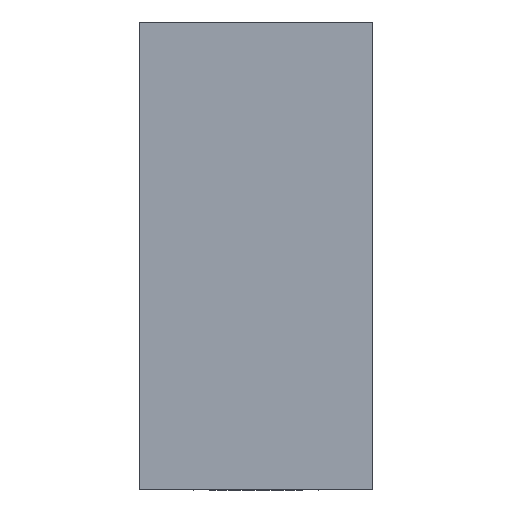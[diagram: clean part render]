
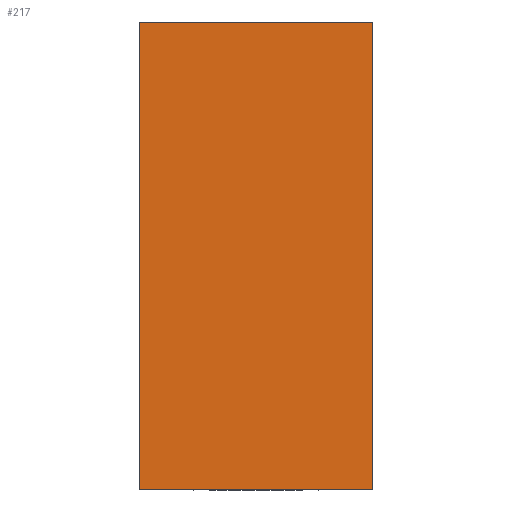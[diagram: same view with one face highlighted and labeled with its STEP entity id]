
A CAD part, left-side view. The second image highlights one B-rep face of the part: STEP entity #217.
In plain terms, the highlighted planar face has unit normal (-1, 0, 0).
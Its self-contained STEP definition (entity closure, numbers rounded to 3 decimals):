
#6 = CARTESIAN_POINT ( 'NONE',  ( -16., 7.5, 0. ) ) ;
#25 = EDGE_CURVE ( 'NONE', #93, #238, #155, .T. ) ;
#26 = VECTOR ( 'NONE', #48, 1000. ) ;
#42 = VERTEX_POINT ( 'NONE', #80 ) ;
#43 = CARTESIAN_POINT ( 'NONE',  ( -16., 0., 0. ) ) ;
#48 = DIRECTION ( 'NONE',  ( 0., -1., 0. ) ) ;
#69 = VECTOR ( 'NONE', #298, 1000. ) ;
#70 = EDGE_CURVE ( 'NONE', #42, #93, #128, .T. ) ;
#75 = DIRECTION ( 'NONE',  ( 0., -1., 0. ) ) ;
#80 = CARTESIAN_POINT ( 'NONE',  ( -16., 7.5, -15. ) ) ;
#84 = DIRECTION ( 'NONE',  ( 0., 0., 1. ) ) ;
#88 = AXIS2_PLACEMENT_3D ( 'NONE', #300, #278, #213 ) ;
#93 = VERTEX_POINT ( 'NONE', #327 ) ;
#97 = LINE ( 'NONE', #302, #26 ) ;
#116 = CARTESIAN_POINT ( 'NONE',  ( -16., 0., 0. ) ) ;
#128 = LINE ( 'NONE', #6, #69 ) ;
#130 = CARTESIAN_POINT ( 'NONE',  ( -16., 7.5, 0. ) ) ;
#149 = CARTESIAN_POINT ( 'NONE',  ( -16., 0., -15. ) ) ;
#155 = LINE ( 'NONE', #130, #387 ) ;
#172 = ORIENTED_EDGE ( 'NONE', *, *, #205, .T. ) ;
#201 = LINE ( 'NONE', #43, #288 ) ;
#205 = EDGE_CURVE ( 'NONE', #398, #238, #201, .T. ) ;
#213 = DIRECTION ( 'NONE',  ( 0., 0., -1. ) ) ;
#217 = ADVANCED_FACE ( 'NONE', ( #275 ), #399, .F. ) ;
#223 = EDGE_CURVE ( 'NONE', #42, #398, #97, .T. ) ;
#238 = VERTEX_POINT ( 'NONE', #116 ) ;
#256 = ORIENTED_EDGE ( 'NONE', *, *, #70, .F. ) ;
#275 = FACE_OUTER_BOUND ( 'NONE', #325, .T. ) ;
#278 = DIRECTION ( 'NONE',  ( 1., 0., 0. ) ) ;
#288 = VECTOR ( 'NONE', #84, 1000. ) ;
#298 = DIRECTION ( 'NONE',  ( 0., 0., 1. ) ) ;
#300 = CARTESIAN_POINT ( 'NONE',  ( -16., 7.5, 0. ) ) ;
#302 = CARTESIAN_POINT ( 'NONE',  ( -16., 7.5, -15. ) ) ;
#325 = EDGE_LOOP ( 'NONE', ( #172, #400, #256, #414 ) ) ;
#327 = CARTESIAN_POINT ( 'NONE',  ( -16., 7.5, 0. ) ) ;
#387 = VECTOR ( 'NONE', #75, 1000. ) ;
#398 = VERTEX_POINT ( 'NONE', #149 ) ;
#399 = PLANE ( 'NONE',  #88 ) ;
#400 = ORIENTED_EDGE ( 'NONE', *, *, #25, .F. ) ;
#414 = ORIENTED_EDGE ( 'NONE', *, *, #223, .T. ) ;
